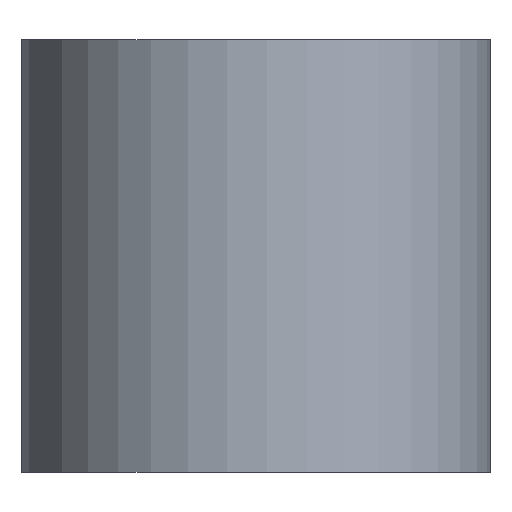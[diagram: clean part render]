
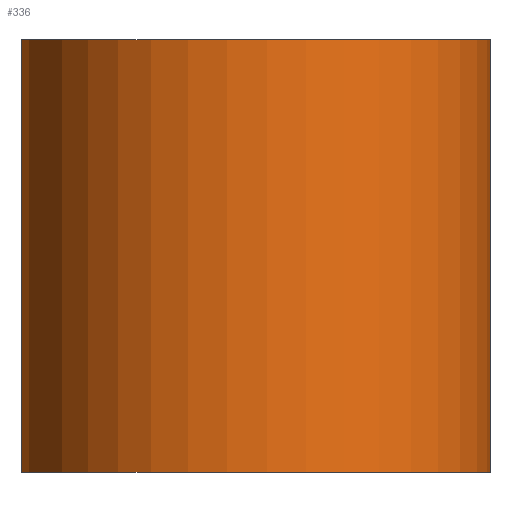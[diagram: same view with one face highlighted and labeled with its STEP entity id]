
A CAD part, left-side view. The second image highlights one B-rep face of the part: STEP entity #336.
In plain terms, the highlighted cylindrical face has radius 6.5 mm (diameter 13 mm), a partial arc.
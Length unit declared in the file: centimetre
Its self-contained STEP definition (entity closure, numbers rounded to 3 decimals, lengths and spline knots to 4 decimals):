
#121=VECTOR('',#395,1.);
#127=VECTOR('',#411,1.);
#139=LINE('',#465,#121);
#145=LINE('',#484,#127);
#158=VERTEX_POINT('',#464);
#159=VERTEX_POINT('',#466);
#165=VERTEX_POINT('',#483);
#166=VERTEX_POINT('',#485);
#179=CIRCLE('',#358,0.65);
#180=CIRCLE('',#359,0.65);
#200=EDGE_CURVE('',#158,#159,#139,.T.);
#211=EDGE_CURVE('',#166,#165,#145,.T.);
#213=EDGE_CURVE('',#165,#159,#179,.T.);
#214=EDGE_CURVE('',#158,#166,#180,.T.);
#267=ORIENTED_EDGE('',*,*,#213,.T.);
#268=ORIENTED_EDGE('',*,*,#200,.F.);
#269=ORIENTED_EDGE('',*,*,#214,.T.);
#270=ORIENTED_EDGE('',*,*,#211,.T.);
#296=EDGE_LOOP('',(#267,#268,#269,#270));
#316=FACE_BOUND('',#296,.T.);
#336=ADVANCED_FACE('',(#316),#505,.T.);
#357=AXIS2_PLACEMENT_3D('',#487,#413,#414);
#358=AXIS2_PLACEMENT_3D('',#488,#415,#416);
#359=AXIS2_PLACEMENT_3D('',#489,#417,#418);
#395=DIRECTION('',(0.,0.,1.));
#411=DIRECTION('',(0.,0.,1.));
#413=DIRECTION('',(0.,0.,1.));
#414=DIRECTION('',(0.65,0.,0.));
#415=DIRECTION('',(0.,0.,-1.));
#416=DIRECTION('',(0.65,0.,0.));
#417=DIRECTION('',(0.,0.,1.));
#418=DIRECTION('',(0.65,0.,0.));
#464=CARTESIAN_POINT('',(-1.0606,1.2806,-0.6));
#465=CARTESIAN_POINT('',(-1.0606,1.2806,-0.6));
#466=CARTESIAN_POINT('',(-1.0606,1.2806,0.6));
#483=CARTESIAN_POINT('',(-1.2183,0.,0.6));
#484=CARTESIAN_POINT('',(-1.2183,0.,-0.6));
#485=CARTESIAN_POINT('',(-1.2183,0.,-0.6));
#487=CARTESIAN_POINT('',(-1.2183,0.65,-0.6));
#488=CARTESIAN_POINT('',(-1.2183,0.65,0.6));
#489=CARTESIAN_POINT('',(-1.2183,0.65,-0.6));
#505=CYLINDRICAL_SURFACE('',#357,0.65);
